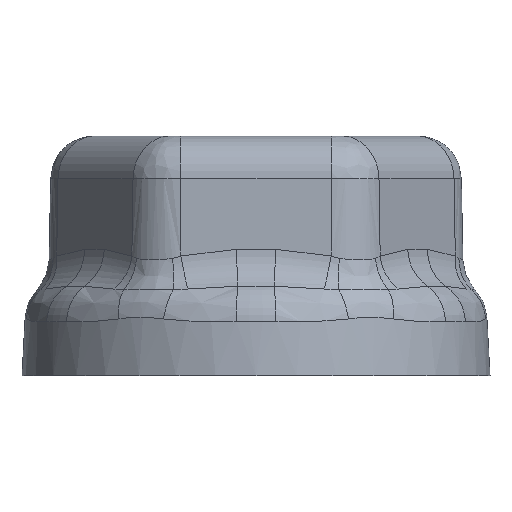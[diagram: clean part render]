
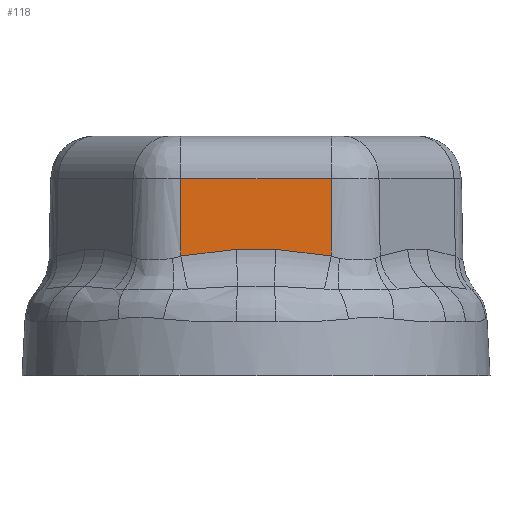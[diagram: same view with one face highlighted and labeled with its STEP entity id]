
A CAD part, left-side view. The second image highlights one B-rep face of the part: STEP entity #118.
In plain terms, the highlighted planar face has unit normal (-1, 0, 0.018).
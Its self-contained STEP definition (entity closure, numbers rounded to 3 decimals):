
#118 = ADVANCED_FACE( '', ( #294 ), #295, .T. );
#294 = FACE_OUTER_BOUND( '', #1892, .T. );
#295 = PLANE( '', #1893 );
#1892 = EDGE_LOOP( '', ( #5839, #5840, #5841, #5842, #5843, #5844 ) );
#1893 = AXIS2_PLACEMENT_3D( '', #5845, #5846, #5847 );
#5839 = ORIENTED_EDGE( '', *, *, #6431, .T. );
#5840 = ORIENTED_EDGE( '', *, *, #6432, .T. );
#5841 = ORIENTED_EDGE( '', *, *, #6318, .F. );
#5842 = ORIENTED_EDGE( '', *, *, #6433, .T. );
#5843 = ORIENTED_EDGE( '', *, *, #6434, .T. );
#5844 = ORIENTED_EDGE( '', *, *, #6435, .T. );
#5845 = CARTESIAN_POINT( '', ( -6.5, -2.598, 1.8 ) );
#5846 = DIRECTION( '', ( -1., 0., 0.017 ) );
#5847 = DIRECTION( '', ( 0.017, 0., 1. ) );
#6318 = EDGE_CURVE( '', #6626, #6627, #6628, .T. );
#6431 = EDGE_CURVE( '', #6810, #6811, #6812, .T. );
#6432 = EDGE_CURVE( '', #6811, #6627, #6813, .T. );
#6433 = EDGE_CURVE( '', #6626, #6814, #6815, .T. );
#6434 = EDGE_CURVE( '', #6814, #6816, #6817, .T. );
#6435 = EDGE_CURVE( '', #6816, #6810, #6818, .T. );
#6626 = VERTEX_POINT( '', #7116 );
#6627 = VERTEX_POINT( '', #7117 );
#6628 = LINE( '', #7118, #7119 );
#6810 = VERTEX_POINT( '', #7755 );
#6811 = VERTEX_POINT( '', #7756 );
#6812 = B_SPLINE_CURVE_WITH_KNOTS( '', 3, ( #7757, #7758, #7759, #7760, #7761, #7762, #7763 ), .UNSPECIFIED., .F., .F., ( 4, 1, 1, 1, 4 ), ( 0., 0., 0.001, 0.001, 0.001 ), .UNSPECIFIED. );
#6813 = B_SPLINE_CURVE_WITH_KNOTS( '', 3, ( #7764, #7765, #7766, #7767, #7768, #7769, #7770, #7771, #7772, #7773 ), .UNSPECIFIED., .F., .F., ( 4, 2, 2, 2, 4 ), ( 0., 0., 0.001, 0.001, 0.002 ), .UNSPECIFIED. );
#6814 = VERTEX_POINT( '', #7774 );
#6815 = LINE( '', #7775, #7776 );
#6816 = VERTEX_POINT( '', #7777 );
#6817 = LINE( '', #7778, #7779 );
#6818 = B_SPLINE_CURVE_WITH_KNOTS( '', 3, ( #7780, #7781, #7782, #7783, #7784, #7785, #7786, #7787, #7788, #7789 ), .UNSPECIFIED., .F., .F., ( 4, 2, 2, 2, 4 ), ( 0., 0., 0.001, 0.001, 0.002 ), .UNSPECIFIED. );
#7116 = CARTESIAN_POINT( '', ( -6.412, -2.598, 6.826 ) );
#7117 = CARTESIAN_POINT( '', ( -6.459, -2.598, 4.149 ) );
#7118 = CARTESIAN_POINT( '', ( -6.5, -2.598, 1.8 ) );
#7119 = VECTOR( '', #9371, 1000. );
#7755 = CARTESIAN_POINT( '', ( -6.455, 0.687, 4.38 ) );
#7756 = CARTESIAN_POINT( '', ( -6.455, -0.687, 4.38 ) );
#7757 = CARTESIAN_POINT( '', ( -6.455, 0.687, 4.38 ) );
#7758 = CARTESIAN_POINT( '', ( -6.455, 0.573, 4.385 ) );
#7759 = CARTESIAN_POINT( '', ( -6.455, 0.344, 4.394 ) );
#7760 = CARTESIAN_POINT( '', ( -6.455, 0., 4.398 ) );
#7761 = CARTESIAN_POINT( '', ( -6.455, -0.344, 4.394 ) );
#7762 = CARTESIAN_POINT( '', ( -6.455, -0.573, 4.385 ) );
#7763 = CARTESIAN_POINT( '', ( -6.455, -0.687, 4.38 ) );
#7764 = CARTESIAN_POINT( '', ( -6.455, -0.687, 4.38 ) );
#7765 = CARTESIAN_POINT( '', ( -6.455, -0.848, 4.372 ) );
#7766 = CARTESIAN_POINT( '', ( -6.455, -1.008, 4.361 ) );
#7767 = CARTESIAN_POINT( '', ( -6.456, -1.328, 4.334 ) );
#7768 = CARTESIAN_POINT( '', ( -6.456, -1.488, 4.318 ) );
#7769 = CARTESIAN_POINT( '', ( -6.457, -1.806, 4.28 ) );
#7770 = CARTESIAN_POINT( '', ( -6.457, -1.965, 4.258 ) );
#7771 = CARTESIAN_POINT( '', ( -6.458, -2.282, 4.208 ) );
#7772 = CARTESIAN_POINT( '', ( -6.458, -2.44, 4.18 ) );
#7773 = CARTESIAN_POINT( '', ( -6.459, -2.598, 4.149 ) );
#7774 = CARTESIAN_POINT( '', ( -6.412, 2.598, 6.826 ) );
#7775 = CARTESIAN_POINT( '', ( -6.412, -2.598, 6.826 ) );
#7776 = VECTOR( '', #9574, 1000. );
#7777 = CARTESIAN_POINT( '', ( -6.459, 2.598, 4.149 ) );
#7778 = CARTESIAN_POINT( '', ( -6.5, 2.598, 1.8 ) );
#7779 = VECTOR( '', #9575, 1000. );
#7780 = CARTESIAN_POINT( '', ( -6.459, 2.598, 4.149 ) );
#7781 = CARTESIAN_POINT( '', ( -6.458, 2.44, 4.18 ) );
#7782 = CARTESIAN_POINT( '', ( -6.458, 2.282, 4.208 ) );
#7783 = CARTESIAN_POINT( '', ( -6.457, 1.965, 4.258 ) );
#7784 = CARTESIAN_POINT( '', ( -6.457, 1.806, 4.28 ) );
#7785 = CARTESIAN_POINT( '', ( -6.456, 1.488, 4.318 ) );
#7786 = CARTESIAN_POINT( '', ( -6.456, 1.328, 4.334 ) );
#7787 = CARTESIAN_POINT( '', ( -6.455, 1.008, 4.361 ) );
#7788 = CARTESIAN_POINT( '', ( -6.455, 0.848, 4.372 ) );
#7789 = CARTESIAN_POINT( '', ( -6.455, 0.687, 4.38 ) );
#9371 = DIRECTION( '', ( -0.017, 0., -1. ) );
#9574 = DIRECTION( '', ( 0., 1., 0. ) );
#9575 = DIRECTION( '', ( -0.017, 0., -1. ) );
